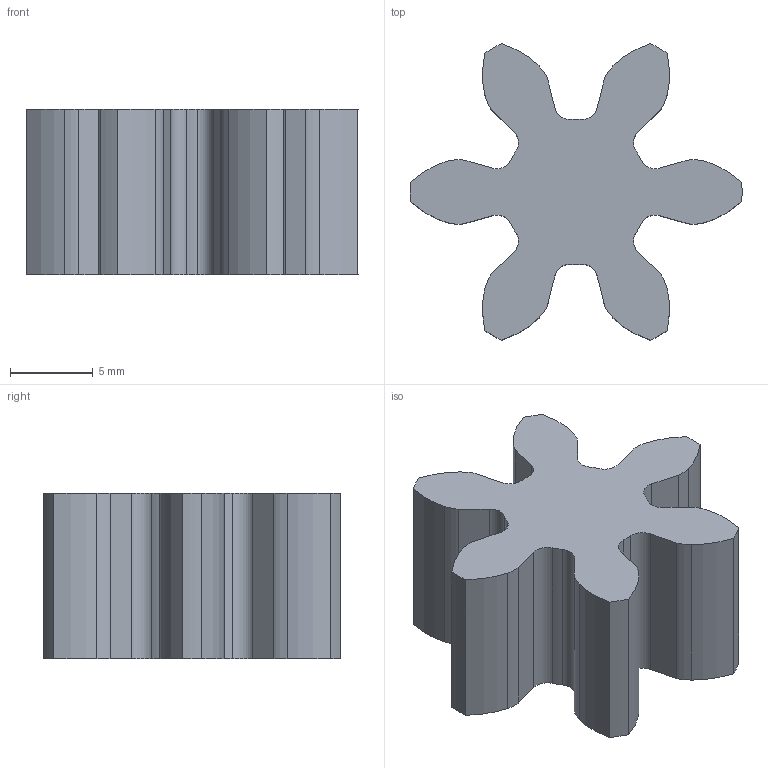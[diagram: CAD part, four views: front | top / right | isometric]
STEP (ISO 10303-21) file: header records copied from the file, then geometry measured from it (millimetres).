
FILE_DESCRIPTION(('FreeCAD Model'),'2;1');
FILE_NAME('Engranaje-6-dientes.step','2018-05-27T22:51:38',('Author'),(''), 'Open CASCADE STEP processor 7.2','FreeCAD','Unknown');
FILE_SCHEMA(('AUTOMOTIVE_DESIGN { 1 0 10303 214 1 1 1 1 }'));
Length unit declared in the file: millimetre
Products named in the file (1): Engranaje-6-dientes
Bounding box: 20.01 x 17.89 x 10 mm (x, y, z)
Volume: 1666.4 mm3; surface area: 1244.2 mm2
Topology: 1 solids, 1 shells, 62 faces, 180 edges, 120 vertices
Faces by surface type: extrusion 24, cylinder 24, plane 14
Entity records: 4653 total; most frequent: CARTESIAN_POINT 1227, DIRECTION 570, VECTOR 372, ORIENTED_EDGE 360, PCURVE 360, DEFINITIONAL_REPRESENTATION 360, LINE 348, EDGE_CURVE 180
